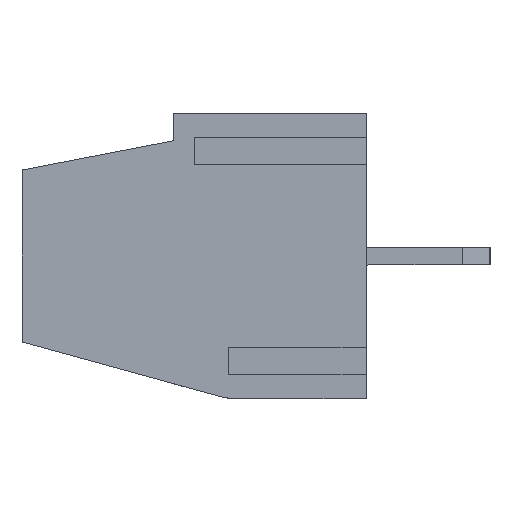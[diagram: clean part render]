
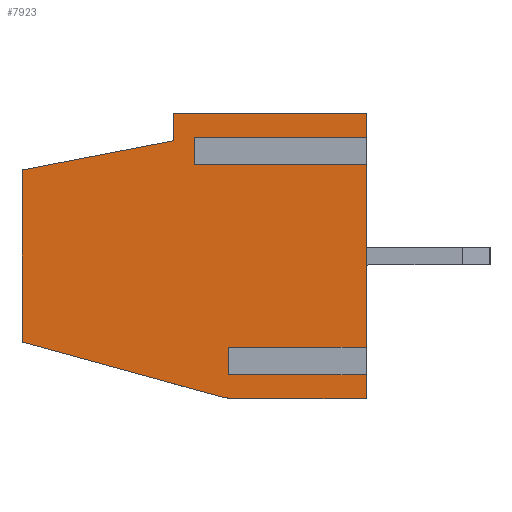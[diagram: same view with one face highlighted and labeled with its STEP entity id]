
A CAD part, left-side view. The second image highlights one B-rep face of the part: STEP entity #7923.
In plain terms, the highlighted planar face has unit normal (-1, 0, 0).
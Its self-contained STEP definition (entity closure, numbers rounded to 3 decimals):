
#24 = DIRECTION ( 'NONE',  ( 0., 0., 1. ) ) ;
#123 = CIRCLE ( 'NONE', #7341, 2. ) ;
#281 = ORIENTED_EDGE ( 'NONE', *, *, #7496, .T. ) ;
#306 = AXIS2_PLACEMENT_3D ( 'NONE', #3143, #8919, #6030 ) ;
#416 = DIRECTION ( 'NONE',  ( 0., 0., 1. ) ) ;
#473 = DIRECTION ( 'NONE',  ( 0., -1., 0. ) ) ;
#674 = DIRECTION ( 'NONE',  ( 0., -1., 0. ) ) ;
#711 = EDGE_CURVE ( 'NONE', #12355, #4734, #5154, .T. ) ;
#772 = CARTESIAN_POINT ( 'NONE',  ( 0., 0., 0. ) ) ;
#809 = LINE ( 'NONE', #3788, #5894 ) ;
#819 = LINE ( 'NONE', #5656, #1834 ) ;
#1149 = LINE ( 'NONE', #8930, #2485 ) ;
#1165 = DIRECTION ( 'NONE',  ( 0., 0., 1. ) ) ;
#1172 = VERTEX_POINT ( 'NONE', #11705 ) ;
#1178 = EDGE_CURVE ( 'NONE', #10763, #1172, #819, .T. ) ;
#1186 = EDGE_CURVE ( 'NONE', #5255, #11766, #1614, .T. ) ;
#1301 = VECTOR ( 'NONE', #473, 1000. ) ;
#1398 = LINE ( 'NONE', #8282, #9562 ) ;
#1614 = LINE ( 'NONE', #10675, #8609 ) ;
#1656 = ORIENTED_EDGE ( 'NONE', *, *, #8161, .F. ) ;
#1683 = CARTESIAN_POINT ( 'NONE',  ( 0., 3.73, -6.3 ) ) ;
#1834 = VECTOR ( 'NONE', #5540, 1000. ) ;
#2135 = LINE ( 'NONE', #6055, #5768 ) ;
#2272 = CARTESIAN_POINT ( 'NONE',  ( 0., 3.73, -8.3 ) ) ;
#2294 = CARTESIAN_POINT ( 'NONE',  ( 0., 5., -1.35 ) ) ;
#2299 = CARTESIAN_POINT ( 'NONE',  ( 0., 4., -7.45 ) ) ;
#2429 = CARTESIAN_POINT ( 'NONE',  ( 0., 5., -1.35 ) ) ;
#2485 = VECTOR ( 'NONE', #3154, 1000. ) ;
#2511 = DIRECTION ( 'NONE',  ( 0., 0., 1. ) ) ;
#2566 = DIRECTION ( 'NONE',  ( 0., 1., 0. ) ) ;
#2607 = DIRECTION ( 'NONE',  ( 0., -1., 0. ) ) ;
#2644 = VECTOR ( 'NONE', #416, 1000. ) ;
#2670 = LINE ( 'NONE', #12643, #11847 ) ;
#3143 = CARTESIAN_POINT ( 'NONE',  ( 0., 0., 0. ) ) ;
#3144 = EDGE_LOOP ( 'NONE', ( #12112, #11090, #1656, #10346, #10144, #9393, #281, #4517, #6226, #10910, #5200, #10202, #6218, #4708, #4401, #11663 ) ) ;
#3154 = DIRECTION ( 'NONE',  ( 0., 0., -1. ) ) ;
#3165 = CARTESIAN_POINT ( 'NONE',  ( 0., 4., -8.3 ) ) ;
#3178 = VERTEX_POINT ( 'NONE', #6765 ) ;
#3208 = EDGE_CURVE ( 'NONE', #12355, #8834, #123, .T. ) ;
#3459 = EDGE_CURVE ( 'NONE', #11951, #4846, #809, .T. ) ;
#3523 = LINE ( 'NONE', #4662, #6075 ) ;
#3613 = CARTESIAN_POINT ( 'NONE',  ( 0., 4., -7.6 ) ) ;
#3788 = CARTESIAN_POINT ( 'NONE',  ( 0., 0., 0. ) ) ;
#4284 = CARTESIAN_POINT ( 'NONE',  ( 0., 5., -0.85 ) ) ;
#4401 = ORIENTED_EDGE ( 'NONE', *, *, #1186, .F. ) ;
#4517 = ORIENTED_EDGE ( 'NONE', *, *, #3459, .F. ) ;
#4538 = VERTEX_POINT ( 'NONE', #772 ) ;
#4628 = VERTEX_POINT ( 'NONE', #6241 ) ;
#4662 = CARTESIAN_POINT ( 'NONE',  ( 0., 0., 0. ) ) ;
#4678 = CARTESIAN_POINT ( 'NONE',  ( 0., 5.6, -0.8 ) ) ;
#4708 = ORIENTED_EDGE ( 'NONE', *, *, #12412, .F. ) ;
#4734 = VERTEX_POINT ( 'NONE', #11072 ) ;
#4816 = DIRECTION ( 'NONE',  ( 0., -0.982, 0.19 ) ) ;
#4846 = VERTEX_POINT ( 'NONE', #5285 ) ;
#4895 = VECTOR ( 'NONE', #11129, 1000. ) ;
#5046 = CARTESIAN_POINT ( 'NONE',  ( 0., 0., -1.35 ) ) ;
#5118 = EDGE_CURVE ( 'NONE', #4734, #5255, #11754, .T. ) ;
#5154 = LINE ( 'NONE', #3165, #11380 ) ;
#5198 = EDGE_CURVE ( 'NONE', #7358, #11951, #8209, .T. ) ;
#5200 = ORIENTED_EDGE ( 'NONE', *, *, #1178, .T. ) ;
#5255 = VERTEX_POINT ( 'NONE', #12206 ) ;
#5285 = CARTESIAN_POINT ( 'NONE',  ( 0., 0., -6.95 ) ) ;
#5540 = DIRECTION ( 'NONE',  ( 0., -1., 0. ) ) ;
#5580 = LINE ( 'NONE', #9495, #9783 ) ;
#5614 = DIRECTION ( 'NONE',  ( -1., 0., 0. ) ) ;
#5656 = CARTESIAN_POINT ( 'NONE',  ( 0., 5., -0.85 ) ) ;
#5768 = VECTOR ( 'NONE', #1165, 1000. ) ;
#5822 = EDGE_CURVE ( 'NONE', #12709, #4538, #6230, .T. ) ;
#5894 = VECTOR ( 'NONE', #9629, 1000. ) ;
#6028 = VECTOR ( 'NONE', #24, 1000. ) ;
#6030 = DIRECTION ( 'NONE',  ( 0., 1., 0. ) ) ;
#6055 = CARTESIAN_POINT ( 'NONE',  ( 0., 5.6, -0.8 ) ) ;
#6075 = VECTOR ( 'NONE', #12591, 1000. ) ;
#6218 = ORIENTED_EDGE ( 'NONE', *, *, #5822, .F. ) ;
#6226 = ORIENTED_EDGE ( 'NONE', *, *, #5198, .F. ) ;
#6230 = LINE ( 'NONE', #10157, #4895 ) ;
#6241 = CARTESIAN_POINT ( 'NONE',  ( 0., 4., -6.95 ) ) ;
#6337 = VERTEX_POINT ( 'NONE', #2299 ) ;
#6367 = EDGE_CURVE ( 'NONE', #7358, #10763, #7312, .T. ) ;
#6765 = CARTESIAN_POINT ( 'NONE',  ( 0., 0., -8.3 ) ) ;
#6866 = CARTESIAN_POINT ( 'NONE',  ( 0., 0., -7.45 ) ) ;
#6985 = CARTESIAN_POINT ( 'NONE',  ( 0., 5., -1.35 ) ) ;
#7012 = EDGE_CURVE ( 'NONE', #6337, #7966, #2670, .T. ) ;
#7151 = DIRECTION ( 'NONE',  ( 0., 0.964, 0.265 ) ) ;
#7312 = LINE ( 'NONE', #2429, #2644 ) ;
#7341 = AXIS2_PLACEMENT_3D ( 'NONE', #1683, #5614, #10443 ) ;
#7358 = VERTEX_POINT ( 'NONE', #6985 ) ;
#7496 = EDGE_CURVE ( 'NONE', #4628, #4846, #5580, .T. ) ;
#7923 = ADVANCED_FACE ( 'NONE', ( #11895 ), #11954, .F. ) ;
#7966 = VERTEX_POINT ( 'NONE', #6866 ) ;
#8161 = EDGE_CURVE ( 'NONE', #3178, #8834, #1398, .T. ) ;
#8209 = LINE ( 'NONE', #2294, #1301 ) ;
#8282 = CARTESIAN_POINT ( 'NONE',  ( 0., 0., -8.3 ) ) ;
#8362 = LINE ( 'NONE', #3613, #11635 ) ;
#8553 = EDGE_CURVE ( 'NONE', #4538, #1172, #3523, .T. ) ;
#8609 = VECTOR ( 'NONE', #4816, 1000. ) ;
#8834 = VERTEX_POINT ( 'NONE', #2272 ) ;
#8850 = CARTESIAN_POINT ( 'NONE',  ( 0., 10., -6.65 ) ) ;
#8919 = DIRECTION ( 'NONE',  ( 1., 0., 0. ) ) ;
#8930 = CARTESIAN_POINT ( 'NONE',  ( 0., 0., 0. ) ) ;
#9012 = CARTESIAN_POINT ( 'NONE',  ( 0., 4.26, -8.228 ) ) ;
#9393 = ORIENTED_EDGE ( 'NONE', *, *, #11180, .T. ) ;
#9495 = CARTESIAN_POINT ( 'NONE',  ( 0., 5., -6.95 ) ) ;
#9562 = VECTOR ( 'NONE', #2566, 1000. ) ;
#9629 = DIRECTION ( 'NONE',  ( 0., 0., -1. ) ) ;
#9783 = VECTOR ( 'NONE', #674, 1000. ) ;
#10144 = ORIENTED_EDGE ( 'NONE', *, *, #7012, .F. ) ;
#10157 = CARTESIAN_POINT ( 'NONE',  ( 0., 5.6, 0. ) ) ;
#10202 = ORIENTED_EDGE ( 'NONE', *, *, #8553, .F. ) ;
#10346 = ORIENTED_EDGE ( 'NONE', *, *, #12713, .F. ) ;
#10443 = DIRECTION ( 'NONE',  ( 0., 0., -1. ) ) ;
#10675 = CARTESIAN_POINT ( 'NONE',  ( 0., 10., -1.65 ) ) ;
#10763 = VERTEX_POINT ( 'NONE', #4284 ) ;
#10910 = ORIENTED_EDGE ( 'NONE', *, *, #6367, .T. ) ;
#11072 = CARTESIAN_POINT ( 'NONE',  ( 0., 10., -6.65 ) ) ;
#11090 = ORIENTED_EDGE ( 'NONE', *, *, #3208, .T. ) ;
#11129 = DIRECTION ( 'NONE',  ( 0., -1., 0. ) ) ;
#11180 = EDGE_CURVE ( 'NONE', #6337, #4628, #8362, .T. ) ;
#11380 = VECTOR ( 'NONE', #7151, 1000. ) ;
#11635 = VECTOR ( 'NONE', #2511, 1000. ) ;
#11663 = ORIENTED_EDGE ( 'NONE', *, *, #5118, .F. ) ;
#11705 = CARTESIAN_POINT ( 'NONE',  ( 0., 0., -0.85 ) ) ;
#11754 = LINE ( 'NONE', #8850, #6028 ) ;
#11766 = VERTEX_POINT ( 'NONE', #4678 ) ;
#11847 = VECTOR ( 'NONE', #2607, 1000. ) ;
#11895 = FACE_OUTER_BOUND ( 'NONE', #3144, .T. ) ;
#11951 = VERTEX_POINT ( 'NONE', #5046 ) ;
#11954 = PLANE ( 'NONE',  #306 ) ;
#11966 = CARTESIAN_POINT ( 'NONE',  ( 0., 5.6, 0. ) ) ;
#12112 = ORIENTED_EDGE ( 'NONE', *, *, #711, .F. ) ;
#12206 = CARTESIAN_POINT ( 'NONE',  ( 0., 10., -1.65 ) ) ;
#12355 = VERTEX_POINT ( 'NONE', #9012 ) ;
#12412 = EDGE_CURVE ( 'NONE', #11766, #12709, #2135, .T. ) ;
#12591 = DIRECTION ( 'NONE',  ( 0., 0., -1. ) ) ;
#12643 = CARTESIAN_POINT ( 'NONE',  ( 0., 5., -7.45 ) ) ;
#12709 = VERTEX_POINT ( 'NONE', #11966 ) ;
#12713 = EDGE_CURVE ( 'NONE', #7966, #3178, #1149, .T. ) ;
